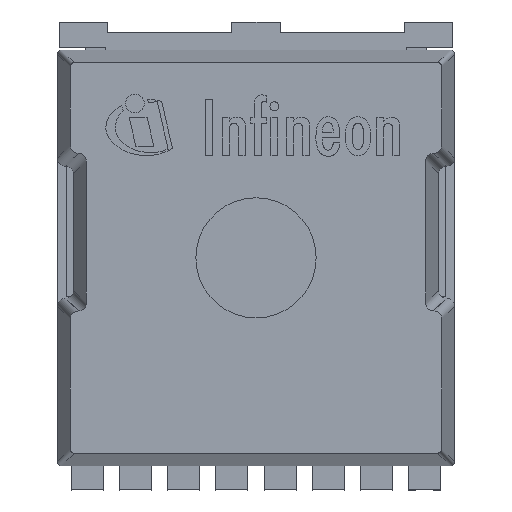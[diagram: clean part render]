
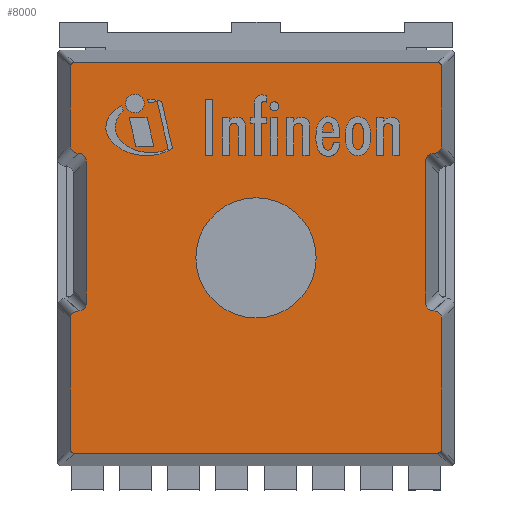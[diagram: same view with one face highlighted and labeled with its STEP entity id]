
A CAD part, top view. The second image highlights one B-rep face of the part: STEP entity #8000.
In plain terms, the highlighted planar face has unit normal (0, 0, 1).
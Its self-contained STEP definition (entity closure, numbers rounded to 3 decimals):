
#92=FACE_BOUND('',#1151,.T.);
#106=CIRCLE('',#8520,1.5);
#403=PLANE('',#8508);
#697=FACE_OUTER_BOUND('',#1150,.T.);
#1150=EDGE_LOOP('',(#5430,#5431,#5432,#5433,#5434,#5435,#5436,#5437,#5438,
#5439,#5440,#5441,#5442,#5443,#5444,#5445,#5446,#5447,#5448,#5449,#5450,
#5451,#5452,#5453));
#1151=EDGE_LOOP('',(#5454));
#1617=LINE('',#11770,#2502);
#1620=LINE('',#11776,#2505);
#1621=LINE('',#11780,#2506);
#1622=LINE('',#11784,#2507);
#1623=LINE('',#11788,#2508);
#1624=LINE('',#11792,#2509);
#1625=LINE('',#11796,#2510);
#1626=LINE('',#11800,#2511);
#1627=LINE('',#11804,#2512);
#1628=LINE('',#11808,#2513);
#1629=LINE('',#11812,#2514);
#1630=LINE('',#11816,#2515);
#2502=VECTOR('',#9305,0.006);
#2505=VECTOR('',#9310,3.25);
#2506=VECTOR('',#9313,9.068);
#2507=VECTOR('',#9316,3.25);
#2508=VECTOR('',#9319,0.006);
#2509=VECTOR('',#9322,3.541);
#2510=VECTOR('',#9325,0.006);
#2511=VECTOR('',#9328,1.965);
#2512=VECTOR('',#9331,9.068);
#2513=VECTOR('',#9334,1.965);
#2514=VECTOR('',#9337,0.006);
#2515=VECTOR('',#9340,3.541);
#3386=ELLIPSE('',#8506,0.206,0.2);
#3387=ELLIPSE('',#8509,0.103,0.1);
#3388=ELLIPSE('',#8510,0.103,0.1);
#3389=ELLIPSE('',#8511,0.206,0.2);
#3390=ELLIPSE('',#8512,0.206,0.2);
#3391=ELLIPSE('',#8513,0.206,0.2);
#3392=ELLIPSE('',#8514,0.206,0.2);
#3393=ELLIPSE('',#8515,0.103,0.1);
#3394=ELLIPSE('',#8516,0.103,0.1);
#3395=ELLIPSE('',#8517,0.206,0.2);
#3396=ELLIPSE('',#8518,0.206,0.2);
#3397=ELLIPSE('',#8519,0.206,0.2);
#3413=VERTEX_POINT('',#11763);
#3414=VERTEX_POINT('',#11765);
#3415=VERTEX_POINT('',#11769);
#3417=VERTEX_POINT('',#11775);
#3418=VERTEX_POINT('',#11777);
#3419=VERTEX_POINT('',#11779);
#3420=VERTEX_POINT('',#11781);
#3421=VERTEX_POINT('',#11783);
#3422=VERTEX_POINT('',#11785);
#3423=VERTEX_POINT('',#11787);
#3424=VERTEX_POINT('',#11789);
#3425=VERTEX_POINT('',#11791);
#3426=VERTEX_POINT('',#11793);
#3427=VERTEX_POINT('',#11795);
#3428=VERTEX_POINT('',#11797);
#3429=VERTEX_POINT('',#11799);
#3430=VERTEX_POINT('',#11801);
#3431=VERTEX_POINT('',#11803);
#3432=VERTEX_POINT('',#11805);
#3433=VERTEX_POINT('',#11807);
#3434=VERTEX_POINT('',#11809);
#3435=VERTEX_POINT('',#11811);
#3436=VERTEX_POINT('',#11813);
#3437=VERTEX_POINT('',#11815);
#3438=VERTEX_POINT('',#11818);
#4217=EDGE_CURVE('',#3413,#3414,#3386,.T.);
#4219=EDGE_CURVE('',#3415,#3414,#1617,.T.);
#4222=EDGE_CURVE('',#3417,#3413,#1620,.T.);
#4223=EDGE_CURVE('',#3418,#3417,#3387,.T.);
#4224=EDGE_CURVE('',#3419,#3418,#1621,.T.);
#4225=EDGE_CURVE('',#3420,#3419,#3388,.T.);
#4226=EDGE_CURVE('',#3421,#3420,#1622,.T.);
#4227=EDGE_CURVE('',#3422,#3421,#3389,.T.);
#4228=EDGE_CURVE('',#3422,#3423,#1623,.T.);
#4229=EDGE_CURVE('',#3424,#3423,#3390,.T.);
#4230=EDGE_CURVE('',#3424,#3425,#1624,.T.);
#4231=EDGE_CURVE('',#3426,#3425,#3391,.T.);
#4232=EDGE_CURVE('',#3426,#3427,#1625,.T.);
#4233=EDGE_CURVE('',#3428,#3427,#3392,.T.);
#4234=EDGE_CURVE('',#3429,#3428,#1626,.T.);
#4235=EDGE_CURVE('',#3430,#3429,#3393,.T.);
#4236=EDGE_CURVE('',#3431,#3430,#1627,.T.);
#4237=EDGE_CURVE('',#3432,#3431,#3394,.T.);
#4238=EDGE_CURVE('',#3433,#3432,#1628,.T.);
#4239=EDGE_CURVE('',#3434,#3433,#3395,.T.);
#4240=EDGE_CURVE('',#3434,#3435,#1629,.T.);
#4241=EDGE_CURVE('',#3436,#3435,#3396,.T.);
#4242=EDGE_CURVE('',#3436,#3437,#1630,.T.);
#4243=EDGE_CURVE('',#3415,#3437,#3397,.T.);
#4244=EDGE_CURVE('',#3438,#3438,#106,.T.);
#5430=ORIENTED_EDGE('',*,*,#4217,.F.);
#5431=ORIENTED_EDGE('',*,*,#4222,.F.);
#5432=ORIENTED_EDGE('',*,*,#4223,.F.);
#5433=ORIENTED_EDGE('',*,*,#4224,.F.);
#5434=ORIENTED_EDGE('',*,*,#4225,.F.);
#5435=ORIENTED_EDGE('',*,*,#4226,.F.);
#5436=ORIENTED_EDGE('',*,*,#4227,.F.);
#5437=ORIENTED_EDGE('',*,*,#4228,.T.);
#5438=ORIENTED_EDGE('',*,*,#4229,.F.);
#5439=ORIENTED_EDGE('',*,*,#4230,.T.);
#5440=ORIENTED_EDGE('',*,*,#4231,.F.);
#5441=ORIENTED_EDGE('',*,*,#4232,.T.);
#5442=ORIENTED_EDGE('',*,*,#4233,.F.);
#5443=ORIENTED_EDGE('',*,*,#4234,.F.);
#5444=ORIENTED_EDGE('',*,*,#4235,.F.);
#5445=ORIENTED_EDGE('',*,*,#4236,.F.);
#5446=ORIENTED_EDGE('',*,*,#4237,.F.);
#5447=ORIENTED_EDGE('',*,*,#4238,.F.);
#5448=ORIENTED_EDGE('',*,*,#4239,.F.);
#5449=ORIENTED_EDGE('',*,*,#4240,.T.);
#5450=ORIENTED_EDGE('',*,*,#4241,.F.);
#5451=ORIENTED_EDGE('',*,*,#4242,.T.);
#5452=ORIENTED_EDGE('',*,*,#4243,.F.);
#5453=ORIENTED_EDGE('',*,*,#4219,.T.);
#5454=ORIENTED_EDGE('',*,*,#4244,.T.);
#8000=ADVANCED_FACE('',(#697,#92),#403,.T.);
#8506=AXIS2_PLACEMENT_3D('',#11766,#9300,#9301);
#8508=AXIS2_PLACEMENT_3D('',#11774,#9308,#9309);
#8509=AXIS2_PLACEMENT_3D('',#11778,#9311,#9312);
#8510=AXIS2_PLACEMENT_3D('',#11782,#9314,#9315);
#8511=AXIS2_PLACEMENT_3D('',#11786,#9317,#9318);
#8512=AXIS2_PLACEMENT_3D('',#11790,#9320,#9321);
#8513=AXIS2_PLACEMENT_3D('',#11794,#9323,#9324);
#8514=AXIS2_PLACEMENT_3D('',#11798,#9326,#9327);
#8515=AXIS2_PLACEMENT_3D('',#11802,#9329,#9330);
#8516=AXIS2_PLACEMENT_3D('',#11806,#9332,#9333);
#8517=AXIS2_PLACEMENT_3D('',#11810,#9335,#9336);
#8518=AXIS2_PLACEMENT_3D('',#11814,#9338,#9339);
#8519=AXIS2_PLACEMENT_3D('',#11817,#9341,#9342);
#8520=AXIS2_PLACEMENT_3D('',#11819,#9343,#9344);
#9300=DIRECTION('center_axis',(0.,0.,-1.));
#9301=DIRECTION('ref_axis',(-0.707,0.707,0.));
#9305=DIRECTION('',(-1.,0.,0.));
#9308=DIRECTION('center_axis',(0.,0.,1.));
#9309=DIRECTION('ref_axis',(1.,0.,0.));
#9310=DIRECTION('',(0.,1.,0.));
#9311=DIRECTION('center_axis',(0.,0.,-1.));
#9312=DIRECTION('ref_axis',(-0.707,-0.707,0.));
#9313=DIRECTION('',(-1.,0.,0.));
#9314=DIRECTION('center_axis',(0.,0.,-1.));
#9315=DIRECTION('ref_axis',(0.707,-0.707,0.));
#9316=DIRECTION('',(0.,-1.,0.));
#9317=DIRECTION('center_axis',(0.,0.,-1.));
#9318=DIRECTION('ref_axis',(0.707,0.707,0.));
#9319=DIRECTION('',(-1.,0.,0.));
#9320=DIRECTION('center_axis',(0.,0.,1.));
#9321=DIRECTION('ref_axis',(-0.707,-0.707,0.));
#9322=DIRECTION('',(0.,1.,0.));
#9323=DIRECTION('center_axis',(0.,0.,1.));
#9324=DIRECTION('ref_axis',(-0.707,0.707,0.));
#9325=DIRECTION('',(1.,0.,0.));
#9326=DIRECTION('center_axis',(0.,0.,-1.));
#9327=DIRECTION('ref_axis',(0.707,-0.707,0.));
#9328=DIRECTION('',(0.,-1.,0.));
#9329=DIRECTION('center_axis',(0.,0.,-1.));
#9330=DIRECTION('ref_axis',(0.707,0.707,0.));
#9331=DIRECTION('',(1.,0.,0.));
#9332=DIRECTION('center_axis',(0.,0.,-1.));
#9333=DIRECTION('ref_axis',(-0.707,0.707,0.));
#9334=DIRECTION('',(0.,1.,0.));
#9335=DIRECTION('center_axis',(0.,0.,-1.));
#9336=DIRECTION('ref_axis',(-0.707,-0.707,0.));
#9337=DIRECTION('',(1.,0.,0.));
#9338=DIRECTION('center_axis',(0.,0.,1.));
#9339=DIRECTION('ref_axis',(0.707,0.707,0.));
#9340=DIRECTION('',(0.,-1.,0.));
#9341=DIRECTION('center_axis',(0.,0.,1.));
#9342=DIRECTION('ref_axis',(0.707,-0.707,0.));
#9343=DIRECTION('center_axis',(0.,0.,-1.));
#9344=DIRECTION('ref_axis',(-1.,0.,0.));
#11763=CARTESIAN_POINT('',(-4.633,-1.522,2.3));
#11765=CARTESIAN_POINT('',(-4.436,-1.325,2.3));
#11766=CARTESIAN_POINT('Origin',(-4.43,-1.528,2.3));
#11769=CARTESIAN_POINT('',(-4.43,-1.325,2.3));
#11770=CARTESIAN_POINT('',(-2.275,-1.325,2.3));
#11774=CARTESIAN_POINT('Origin',(0.,0.,
2.3));
#11775=CARTESIAN_POINT('',(-4.633,-4.772,2.3));
#11776=CARTESIAN_POINT('',(-4.633,2.594,2.3));
#11777=CARTESIAN_POINT('',(-4.534,-4.87,2.3));
#11778=CARTESIAN_POINT('Origin',(-4.531,-4.769,2.3));
#11779=CARTESIAN_POINT('',(4.534,-4.87,2.3));
#11780=CARTESIAN_POINT('',(-2.475,-4.87,2.3));
#11781=CARTESIAN_POINT('',(4.633,-4.772,2.3));
#11782=CARTESIAN_POINT('Origin',(4.531,-4.769,2.3));
#11783=CARTESIAN_POINT('',(4.633,-1.522,2.3));
#11784=CARTESIAN_POINT('',(4.633,-2.594,2.3));
#11785=CARTESIAN_POINT('',(4.436,-1.325,2.3));
#11786=CARTESIAN_POINT('Origin',(4.43,-1.528,2.3));
#11787=CARTESIAN_POINT('',(4.43,-1.325,2.3));
#11788=CARTESIAN_POINT('',(2.475,-1.325,2.3));
#11789=CARTESIAN_POINT('',(4.233,-1.128,2.3));
#11790=CARTESIAN_POINT('Origin',(4.436,-1.122,2.3));
#11791=CARTESIAN_POINT('',(4.233,2.413,2.3));
#11792=CARTESIAN_POINT('',(4.233,-0.504,2.3));
#11793=CARTESIAN_POINT('',(4.43,2.61,2.3));
#11794=CARTESIAN_POINT('Origin',(4.436,2.407,2.3));
#11795=CARTESIAN_POINT('',(4.436,2.61,2.3));
#11796=CARTESIAN_POINT('',(2.275,2.61,2.3));
#11797=CARTESIAN_POINT('',(4.633,2.807,2.3));
#11798=CARTESIAN_POINT('Origin',(4.43,2.813,2.3));
#11799=CARTESIAN_POINT('',(4.633,4.772,2.3));
#11800=CARTESIAN_POINT('',(4.633,-2.594,2.3));
#11801=CARTESIAN_POINT('',(4.534,4.87,2.3));
#11802=CARTESIAN_POINT('Origin',(4.531,4.769,2.3));
#11803=CARTESIAN_POINT('',(-4.534,4.87,2.3));
#11804=CARTESIAN_POINT('',(2.475,4.87,2.3));
#11805=CARTESIAN_POINT('',(-4.633,4.772,2.3));
#11806=CARTESIAN_POINT('Origin',(-4.531,4.769,2.3));
#11807=CARTESIAN_POINT('',(-4.633,2.807,2.3));
#11808=CARTESIAN_POINT('',(-4.633,2.594,2.3));
#11809=CARTESIAN_POINT('',(-4.436,2.61,2.3));
#11810=CARTESIAN_POINT('Origin',(-4.43,2.813,2.3));
#11811=CARTESIAN_POINT('',(-4.43,2.61,2.3));
#11812=CARTESIAN_POINT('',(-2.475,2.61,2.3));
#11813=CARTESIAN_POINT('',(-4.233,2.413,2.3));
#11814=CARTESIAN_POINT('Origin',(-4.436,2.407,2.3));
#11815=CARTESIAN_POINT('',(-4.233,-1.128,2.3));
#11816=CARTESIAN_POINT('',(-4.233,1.146,2.3));
#11817=CARTESIAN_POINT('Origin',(-4.436,-1.122,2.3));
#11818=CARTESIAN_POINT('',(1.5,0.,2.3));
#11819=CARTESIAN_POINT('Origin',(0.,0.,2.3));
